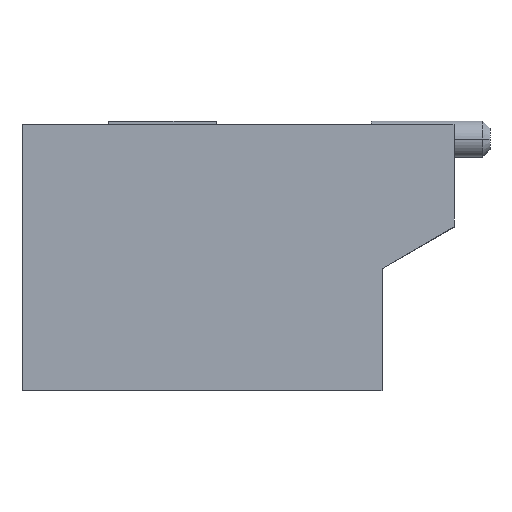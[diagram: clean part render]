
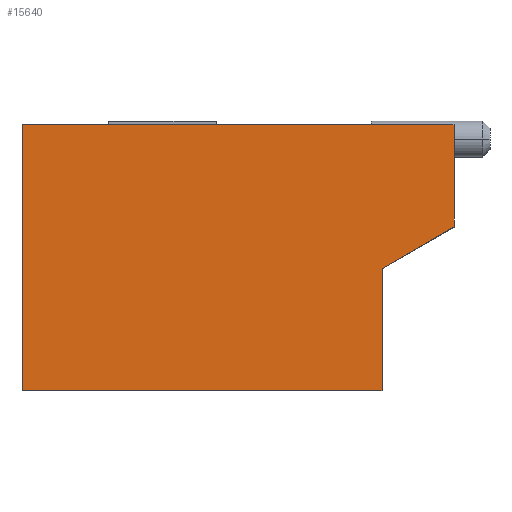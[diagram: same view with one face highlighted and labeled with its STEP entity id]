
A CAD part, left-side view. The second image highlights one B-rep face of the part: STEP entity #15640.
In plain terms, the highlighted planar face has unit normal (-1, 0, 0).
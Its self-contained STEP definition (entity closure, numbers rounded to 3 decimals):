
#8590=CARTESIAN_POINT('',(-13.5,-5.,-0.));
#8600=VERTEX_POINT('',#8590);
#8630=CARTESIAN_POINT('',(-13.5,-5.,1.7));
#8640=DIRECTION('',(0.,0.,-1.));
#8650=VECTOR('',#8640,1.7);
#8660=LINE('',#8630,#8650);
#8670=CARTESIAN_POINT('',(-13.5,-5.,1.7));
#8680=VERTEX_POINT('',#8670);
#8690=EDGE_CURVE('',#8680,#8600,#8660,.T.);
#14030=CARTESIAN_POINT('',(-13.5,0.,3.7));
#14040=VERTEX_POINT('',#14030);
#14070=CARTESIAN_POINT('',(-13.5,0.,3.7));
#14080=DIRECTION('',(0.,0.,-1.));
#14090=VECTOR('',#14080,3.7);
#14100=LINE('',#14070,#14090);
#14110=CARTESIAN_POINT('',(-13.5,0.,-0.));
#14120=VERTEX_POINT('',#14110);
#14130=EDGE_CURVE('',#14040,#14120,#14100,.T.);
#14840=CARTESIAN_POINT('',(-13.5,-6.,2.277));
#14850=DIRECTION('',(0.,0.866,-0.5));
#14860=VECTOR('',#14850,1.155);
#14870=LINE('',#14840,#14860);
#14880=CARTESIAN_POINT('',(-13.5,-6.,2.277));
#14890=VERTEX_POINT('',#14880);
#14900=EDGE_CURVE('',#14890,#8680,#14870,.T.);
#15340=CARTESIAN_POINT('',(-13.5,-3.323,0.));
#15350=DIRECTION('',(-1.,-0.,0.));
#15360=DIRECTION('',(0.,-1.,0.));
#15370=AXIS2_PLACEMENT_3D('',#15340,#15350,#15360);
#15380=PLANE('',#15370);
#15390=CARTESIAN_POINT('',(-13.5,-1.1,3.7));
#15400=DIRECTION('',(0.,1.,0.));
#15410=VECTOR('',#15400,1.);
#15420=LINE('',#15390,#15410);
#15430=CARTESIAN_POINT('',(-13.5,-6.,3.7));
#15440=VERTEX_POINT('',#15430);
#15450=EDGE_CURVE('',#15440,#14040,#15420,.T.);
#15460=ORIENTED_EDGE('',*,*,#15450,.T.);
#15470=CARTESIAN_POINT('',(-13.5,-6.,2.277));
#15480=DIRECTION('',(0.,0.,1.));
#15490=VECTOR('',#15480,1.423);
#15500=LINE('',#15470,#15490);
#15510=EDGE_CURVE('',#14890,#15440,#15500,.T.);
#15520=ORIENTED_EDGE('',*,*,#15510,.T.);
#15530=ORIENTED_EDGE('',*,*,#14900,.F.);
#15540=ORIENTED_EDGE('',*,*,#8690,.F.);
#15550=CARTESIAN_POINT('',(-13.5,0.,0.));
#15560=DIRECTION('',(0.,-1.,0.));
#15570=VECTOR('',#15560,0.927);
#15580=LINE('',#15550,#15570);
#15590=EDGE_CURVE('',#14120,#8600,#15580,.T.);
#15600=ORIENTED_EDGE('',*,*,#15590,.T.);
#15610=ORIENTED_EDGE('',*,*,#14130,.T.);
#15620=EDGE_LOOP('',(#15610,#15600,#15540,#15530,#15520,#15460));
#15630=FACE_OUTER_BOUND('',#15620,.T.);
#15640=ADVANCED_FACE('',(#15630),#15380,.T.);
